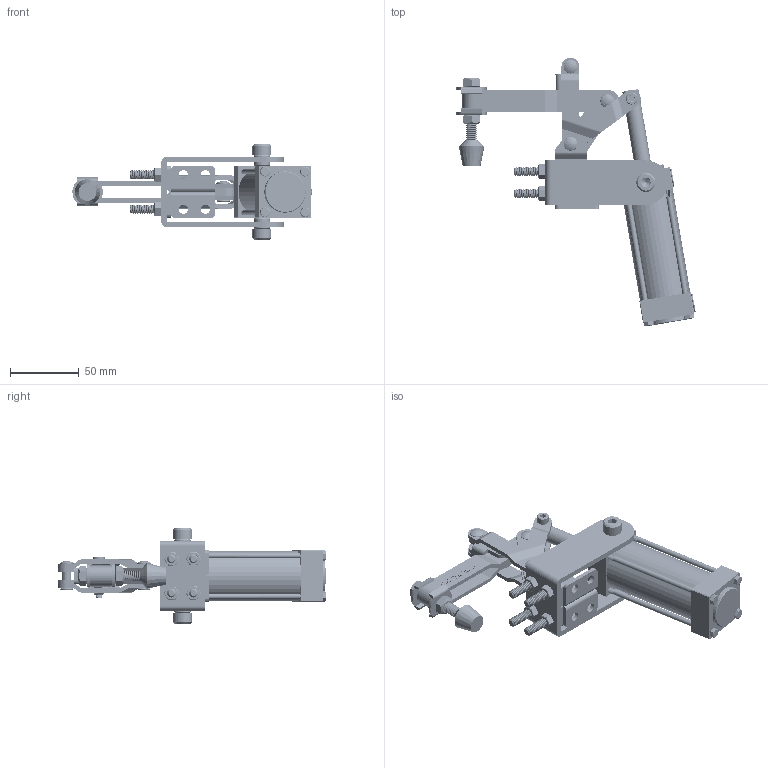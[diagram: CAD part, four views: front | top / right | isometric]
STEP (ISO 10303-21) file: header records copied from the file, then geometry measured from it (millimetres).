
FILE_DESCRIPTION (( 'STEP AP203' ), '1' );
FILE_NAME ('CH-20820-A.STEP', '2017-12-05T09:03:28', ( 'Windows' ), ( 'Microsoft' ), 'SwSTEP 2.0', 'SolidWorks 2015', '' );
FILE_SCHEMA (( 'CONFIG_CONTROL_DESIGN' ));
Length unit declared in the file: millimetre
Products named in the file (21): M5NUT; CH-FC-56212; M5-30; CH-20820-A-01; M6; M8-15; CH-20820-01; CH-FC-56212 NUT; Air cylinder-1; CH-20820-02; 錨璃2; Air cylinder-3; CH-20820-A-02; CH-20820-A; M6-30; CH-20820-A-04; 12RIVET; Air cylinder-2; 18RIVET; CH-20820-A-03; CH-FW-516
Assembly tree (36 placements, depth 2):
  CH-20820-A
    CH-20820-A-01
    CH-20820-01
    CH-20820-02
    CH-20820-A-02
    CH-20820-A-04
    Air cylinder-2
    CH-20820-A-03  x2
    M5NUT
    M5-30
    M8-15  x2
    Air cylinder-1
    Air cylinder-3  x4
    M6-30  x4
    12RIVET  x2
    18RIVET  x2
    CH-FW-516  x2
    CH-FC-56212
    M6  x4
    CH-FC-56212 NUT  x2
    錨璃2  x2
Bounding box: 173.56 x 194.94 x 69 mm (x, y, z)
Volume: 219638.6 mm3; surface area: 102909 mm2
Topology: 38 solids, 40 shells, 2099 faces, 5738 edges, 3764 vertices
Faces by surface type: cylinder 1123, plane 537, bspline 239, cone 142, torus 50, sphere 8
Entity records: 82158 total; most frequent: CARTESIAN_POINT 47107, ORIENTED_EDGE 7936, DIRECTION 5372, EDGE_CURVE 3968, VERTEX_POINT 2616, VECTOR 1800, LINE 1800, AXIS2_PLACEMENT_3D 1786
